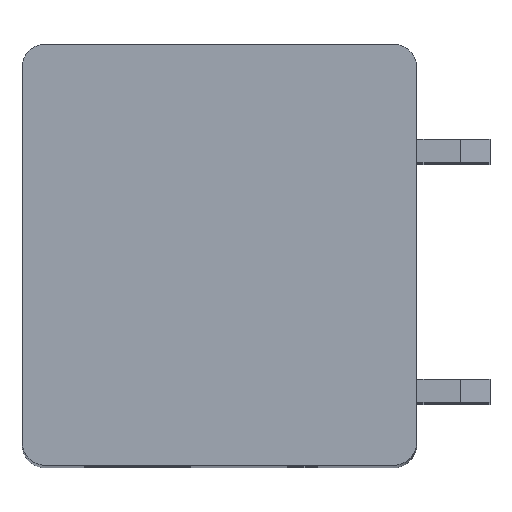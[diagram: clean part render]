
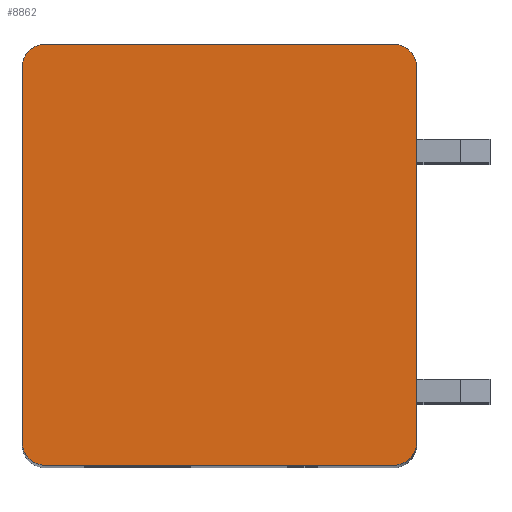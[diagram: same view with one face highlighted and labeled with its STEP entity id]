
A CAD part, top view. The second image highlights one B-rep face of the part: STEP entity #8862.
In plain terms, the highlighted planar face has unit normal (0, 0, 1).
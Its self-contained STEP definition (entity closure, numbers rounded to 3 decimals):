
#1385=CARTESIAN_POINT('',(-5.95,6.4,2.5));
#1386=DIRECTION('',(0.,0.,1.));
#1387=DIRECTION('',(0.,1.,0.));
#1388=AXIS2_PLACEMENT_3D('',#1385,#1386,#1387);
#1390=DIRECTION('',(-1.,0.,0.));
#1391=VECTOR('',#1390,11.9);
#1392=CARTESIAN_POINT('',(5.95,7.2,2.5));
#1393=LINE('',#1392,#1391);
#1394=CARTESIAN_POINT('',(5.95,6.4,2.5));
#1395=DIRECTION('',(0.,0.,1.));
#1396=DIRECTION('',(1.,0.,0.));
#1397=AXIS2_PLACEMENT_3D('',#1394,#1395,#1396);
#1399=DIRECTION('',(0.,1.,0.));
#1400=VECTOR('',#1399,12.8);
#1401=CARTESIAN_POINT('',(6.75,-6.4,2.5));
#1402=LINE('',#1401,#1400);
#1403=CARTESIAN_POINT('',(5.95,-6.4,2.5));
#1404=DIRECTION('',(0.,0.,1.));
#1405=DIRECTION('',(0.,-1.,0.));
#1406=AXIS2_PLACEMENT_3D('',#1403,#1404,#1405);
#1408=DIRECTION('',(1.,0.,0.));
#1409=VECTOR('',#1408,11.9);
#1410=CARTESIAN_POINT('',(-5.95,-7.2,2.5));
#1411=LINE('',#1410,#1409);
#1412=CARTESIAN_POINT('',(-5.95,-6.4,2.5));
#1413=DIRECTION('',(0.,0.,1.));
#1414=DIRECTION('',(-1.,0.,0.));
#1415=AXIS2_PLACEMENT_3D('',#1412,#1413,#1414);
#1417=DIRECTION('',(0.,-1.,0.));
#1418=VECTOR('',#1417,12.8);
#1419=CARTESIAN_POINT('',(-6.75,6.4,2.5));
#1420=LINE('',#1419,#1418);
#6375=CARTESIAN_POINT('',(-5.95,7.2,2.5));
#6376=VERTEX_POINT('',#6375);
#6377=CARTESIAN_POINT('',(-6.75,6.4,2.5));
#6378=VERTEX_POINT('',#6377);
#6383=CARTESIAN_POINT('',(6.75,6.4,2.5));
#6384=VERTEX_POINT('',#6383);
#6385=CARTESIAN_POINT('',(5.95,7.2,2.5));
#6386=VERTEX_POINT('',#6385);
#6391=CARTESIAN_POINT('',(-6.75,-6.4,2.5));
#6392=VERTEX_POINT('',#6391);
#6393=CARTESIAN_POINT('',(-5.95,-7.2,2.5));
#6394=VERTEX_POINT('',#6393);
#6399=CARTESIAN_POINT('',(5.95,-7.2,2.5));
#6400=VERTEX_POINT('',#6399);
#6401=CARTESIAN_POINT('',(6.75,-6.4,2.5));
#6402=VERTEX_POINT('',#6401);
#8847=CARTESIAN_POINT('',(0.,0.,2.5));
#8848=DIRECTION('',(0.,0.,1.));
#8849=DIRECTION('',(1.,0.,0.));
#8850=AXIS2_PLACEMENT_3D('',#8847,#8848,#8849);
#8851=PLANE('',#8850);
#8852=ORIENTED_EDGE('',*,*,#8023,.F.);
#8853=ORIENTED_EDGE('',*,*,#8039,.F.);
#8854=ORIENTED_EDGE('',*,*,#8292,.F.);
#8855=ORIENTED_EDGE('',*,*,#8307,.F.);
#8856=ORIENTED_EDGE('',*,*,#8520,.F.);
#8857=ORIENTED_EDGE('',*,*,#8533,.F.);
#8858=ORIENTED_EDGE('',*,*,#8828,.F.);
#8859=ORIENTED_EDGE('',*,*,#8840,.F.);
#8860=EDGE_LOOP('',(#8852,#8853,#8854,#8855,#8856,#8857,#8858,#8859));
#8861=FACE_OUTER_BOUND('',#8860,.F.);
#1389=CIRCLE('',#1388,0.8);
#1398=CIRCLE('',#1397,0.8);
#1407=CIRCLE('',#1406,0.8);
#1416=CIRCLE('',#1415,0.8);
#8023=EDGE_CURVE('',#6376,#6378,#1389,.T.);
#8039=EDGE_CURVE('',#6386,#6376,#1393,.T.);
#8292=EDGE_CURVE('',#6384,#6386,#1398,.T.);
#8307=EDGE_CURVE('',#6402,#6384,#1402,.T.);
#8520=EDGE_CURVE('',#6400,#6402,#1407,.T.);
#8533=EDGE_CURVE('',#6394,#6400,#1411,.T.);
#8828=EDGE_CURVE('',#6392,#6394,#1416,.T.);
#8840=EDGE_CURVE('',#6378,#6392,#1420,.T.);
#8862=ADVANCED_FACE('',(#8861),#8851,.T.);
